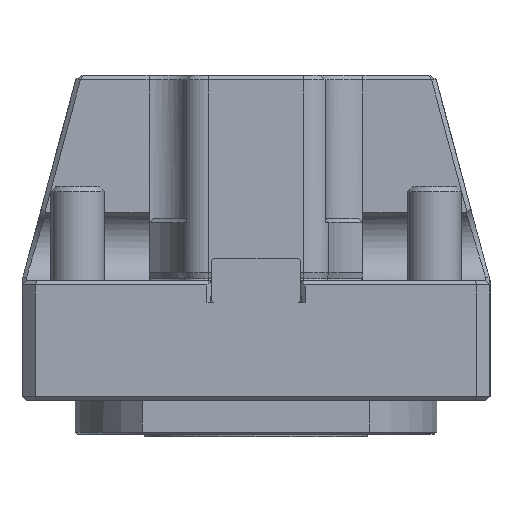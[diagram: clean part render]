
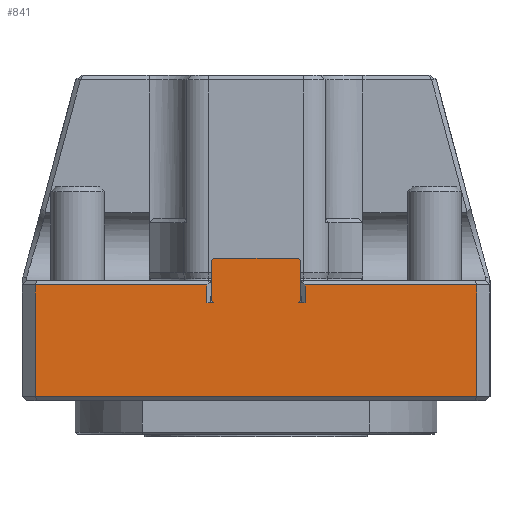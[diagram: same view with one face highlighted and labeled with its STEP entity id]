
A CAD part, left-side view. The second image highlights one B-rep face of the part: STEP entity #841.
In plain terms, the highlighted planar face has unit normal (-1, 0, 0).
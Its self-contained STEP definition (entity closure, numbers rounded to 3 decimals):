
#232=LINE('',#4891,#503);
#234=LINE('',#4894,#505);
#236=LINE('',#4897,#507);
#238=LINE('',#4901,#509);
#243=LINE('',#4911,#514);
#253=LINE('',#4932,#524);
#267=LINE('',#4962,#538);
#269=LINE('',#4965,#540);
#270=LINE('',#4967,#541);
#271=LINE('',#4969,#542);
#272=LINE('',#4971,#543);
#273=LINE('',#4973,#544);
#274=LINE('',#4975,#545);
#275=LINE('',#4977,#546);
#276=LINE('',#4979,#547);
#277=LINE('',#4981,#548);
#503=VECTOR('',#3668,1.);
#505=VECTOR('',#3672,1.);
#507=VECTOR('',#3676,1.);
#509=VECTOR('',#3680,1.);
#514=VECTOR('',#3687,1.);
#524=VECTOR('',#3705,1.);
#538=VECTOR('',#3735,1.);
#540=VECTOR('',#3739,1.);
#541=VECTOR('',#3740,1.);
#542=VECTOR('',#3741,1.);
#543=VECTOR('',#3742,1.);
#544=VECTOR('',#3743,1.);
#545=VECTOR('',#3744,1.);
#546=VECTOR('',#3745,1.);
#547=VECTOR('',#3746,1.);
#548=VECTOR('',#3747,1.);
#841=ADVANCED_FACE('',(#1127),#979,.T.);
#979=PLANE('',#3118);
#1127=FACE_OUTER_BOUND('',#1279,.T.);
#1279=EDGE_LOOP('',(#1869,#1870,#1871,#1872,#1873,#1874,#1875,#1876,#1877,
#1878,#1879,#1880,#1881,#1882,#1883,#1884));
#1869=ORIENTED_EDGE('',*,*,#2690,.T.);
#1870=ORIENTED_EDGE('',*,*,#2688,.T.);
#1871=ORIENTED_EDGE('',*,*,#2686,.T.);
#1872=ORIENTED_EDGE('',*,*,#2684,.T.);
#1873=ORIENTED_EDGE('',*,*,#2722,.T.);
#1874=ORIENTED_EDGE('',*,*,#2724,.T.);
#1875=ORIENTED_EDGE('',*,*,#2725,.T.);
#1876=ORIENTED_EDGE('',*,*,#2726,.F.);
#1877=ORIENTED_EDGE('',*,*,#2727,.T.);
#1878=ORIENTED_EDGE('',*,*,#2728,.T.);
#1879=ORIENTED_EDGE('',*,*,#2729,.T.);
#1880=ORIENTED_EDGE('',*,*,#2730,.T.);
#1881=ORIENTED_EDGE('',*,*,#2731,.T.);
#1882=ORIENTED_EDGE('',*,*,#2732,.T.);
#1883=ORIENTED_EDGE('',*,*,#2706,.T.);
#1884=ORIENTED_EDGE('',*,*,#2695,.T.);
#2293=VERTEX_POINT('',#4714);
#2296=VERTEX_POINT('',#4722);
#2321=VERTEX_POINT('',#4819);
#2346=VERTEX_POINT('',#4890);
#2348=VERTEX_POINT('',#4902);
#2352=VERTEX_POINT('',#4912);
#2359=VERTEX_POINT('',#4933);
#2366=VERTEX_POINT('',#4961);
#2367=VERTEX_POINT('',#4966);
#2368=VERTEX_POINT('',#4968);
#2369=VERTEX_POINT('',#4970);
#2370=VERTEX_POINT('',#4972);
#2371=VERTEX_POINT('',#4974);
#2372=VERTEX_POINT('',#4976);
#2373=VERTEX_POINT('',#4978);
#2374=VERTEX_POINT('',#4980);
#2684=EDGE_CURVE('',#2321,#2346,#232,.T.);
#2686=EDGE_CURVE('',#2296,#2321,#234,.T.);
#2688=EDGE_CURVE('',#2293,#2296,#236,.T.);
#2690=EDGE_CURVE('',#2348,#2293,#238,.T.);
#2695=EDGE_CURVE('',#2352,#2348,#243,.T.);
#2706=EDGE_CURVE('',#2359,#2352,#253,.T.);
#2722=EDGE_CURVE('',#2346,#2366,#267,.T.);
#2724=EDGE_CURVE('',#2366,#2367,#269,.T.);
#2725=EDGE_CURVE('',#2367,#2368,#270,.T.);
#2726=EDGE_CURVE('',#2369,#2368,#271,.T.);
#2727=EDGE_CURVE('',#2369,#2370,#272,.T.);
#2728=EDGE_CURVE('',#2370,#2371,#273,.T.);
#2729=EDGE_CURVE('',#2371,#2372,#274,.T.);
#2730=EDGE_CURVE('',#2372,#2373,#275,.T.);
#2731=EDGE_CURVE('',#2373,#2374,#276,.T.);
#2732=EDGE_CURVE('',#2374,#2359,#277,.T.);
#3118=AXIS2_PLACEMENT_3D('',#4982,#3748,#3749);
#3668=DIRECTION('',(0.,1.,0.));
#3672=DIRECTION('',(0.,0.,1.));
#3676=DIRECTION('',(0.,-1.,0.));
#3680=DIRECTION('',(0.,0.,-1.));
#3687=DIRECTION('',(0.,1.,0.));
#3705=DIRECTION('',(0.,0.,1.));
#3735=DIRECTION('',(0.,0.,-1.));
#3739=DIRECTION('',(0.,1.,0.));
#3740=DIRECTION('',(0.,-0.707,0.707));
#3741=DIRECTION('',(0.,0.,-1.));
#3742=DIRECTION('',(0.,0.707,0.707));
#3743=DIRECTION('',(0.,1.,0.));
#3744=DIRECTION('',(0.,0.707,-0.707));
#3745=DIRECTION('',(0.,0.,-1.));
#3746=DIRECTION('',(0.,-0.707,-0.707));
#3747=DIRECTION('',(0.,1.,0.));
#3748=DIRECTION('',(-1.,0.,0.));
#3749=DIRECTION('',(0.,0.,-1.));
#4714=CARTESIAN_POINT('',(-120.,49.5,-26.));
#4722=CARTESIAN_POINT('',(-120.,-49.5,-26.));
#4819=CARTESIAN_POINT('',(-120.,-49.5,-1.));
#4890=CARTESIAN_POINT('',(-120.,-11.,-1.));
#4891=CARTESIAN_POINT('',(-120.,-52.5,-1.));
#4894=CARTESIAN_POINT('',(-120.,-49.5,0.));
#4897=CARTESIAN_POINT('',(-120.,-52.5,-26.));
#4901=CARTESIAN_POINT('',(-120.,49.5,-27.));
#4902=CARTESIAN_POINT('',(-120.,49.5,-1.));
#4911=CARTESIAN_POINT('',(-120.,-52.5,-1.));
#4912=CARTESIAN_POINT('',(-120.,11.,-1.));
#4932=CARTESIAN_POINT('',(-120.,11.,-27.));
#4933=CARTESIAN_POINT('',(-120.,11.,-5.));
#4961=CARTESIAN_POINT('',(-120.,-11.,-5.));
#4962=CARTESIAN_POINT('',(-120.,-11.,-27.));
#4965=CARTESIAN_POINT('',(-120.,-52.5,-5.));
#4966=CARTESIAN_POINT('',(-120.,-9.5,-5.));
#4967=CARTESIAN_POINT('',(-120.,-14.75,0.25));
#4968=CARTESIAN_POINT('',(-120.,-10.,-4.5));
#4969=CARTESIAN_POINT('',(-120.,-10.,5.));
#4970=CARTESIAN_POINT('',(-120.,-10.,4.5));
#4971=CARTESIAN_POINT('',(-120.,-9.75,4.75));
#4972=CARTESIAN_POINT('',(-120.,-9.5,5.));
#4973=CARTESIAN_POINT('',(-120.,-10.,5.));
#4974=CARTESIAN_POINT('',(-120.,9.5,5.));
#4975=CARTESIAN_POINT('',(-120.,-0.25,14.75));
#4976=CARTESIAN_POINT('',(-120.,10.,4.5));
#4977=CARTESIAN_POINT('',(-120.,10.,5.));
#4978=CARTESIAN_POINT('',(-120.,10.,-4.5));
#4979=CARTESIAN_POINT('',(-120.,4.75,-9.75));
#4980=CARTESIAN_POINT('',(-120.,9.5,-5.));
#4981=CARTESIAN_POINT('',(-120.,-52.5,-5.));
#4982=CARTESIAN_POINT('',(-120.,-52.5,-27.));
